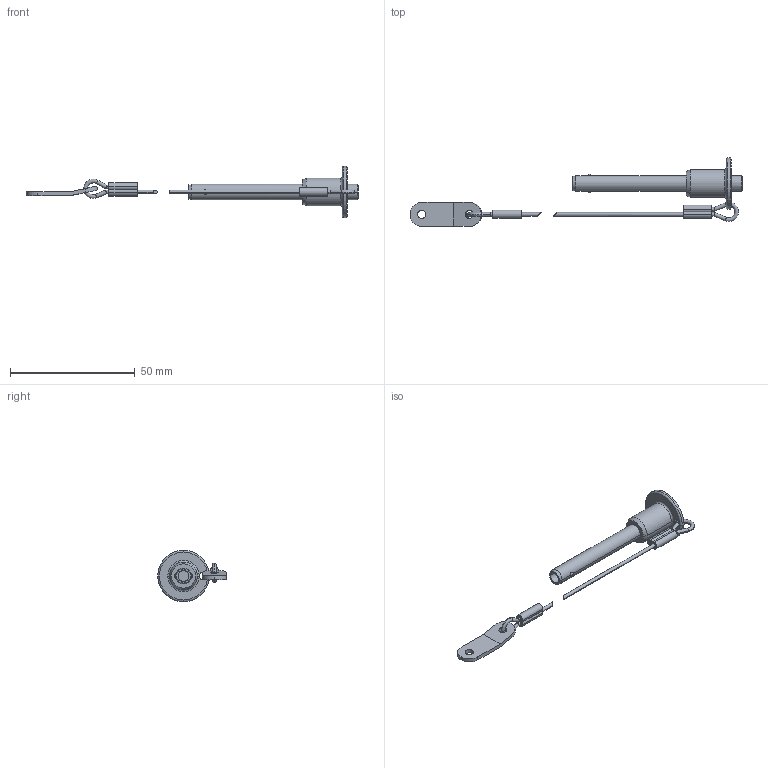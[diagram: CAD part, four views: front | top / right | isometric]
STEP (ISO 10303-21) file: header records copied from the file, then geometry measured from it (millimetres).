
FILE_DESCRIPTION (( 'STEP AP203' ), '1' );
FILE_NAME ('94748A222.step', '2012-05-16T16:08:04', ( 't2jrg' ), ( '' ), 'SwSTEP 2.0', 'SolidWorks 2009', '' );
FILE_SCHEMA (( 'CONFIG_CONTROL_DESIGN' ));
Length unit declared in the file: inch
Products named in the file (1): 94748A222
Bounding box: 132.87 x 27.43 x 20.64 mm (x, y, z)
Volume: 4498.1 mm3; surface area: 6049.2 mm2
Topology: 10 solids, 10 shells, 116 faces, 278 edges, 174 vertices
Faces by surface type: cylinder 62, plane 24, sphere 12, torus 10, cone 8
Entity records: 3459 total; most frequent: CARTESIAN_POINT 731, DIRECTION 606, ORIENTED_EDGE 512, AXIS2_PLACEMENT_3D 259, EDGE_CURVE 256, VERTEX_POINT 160, CIRCLE 142, EDGE_LOOP 136
